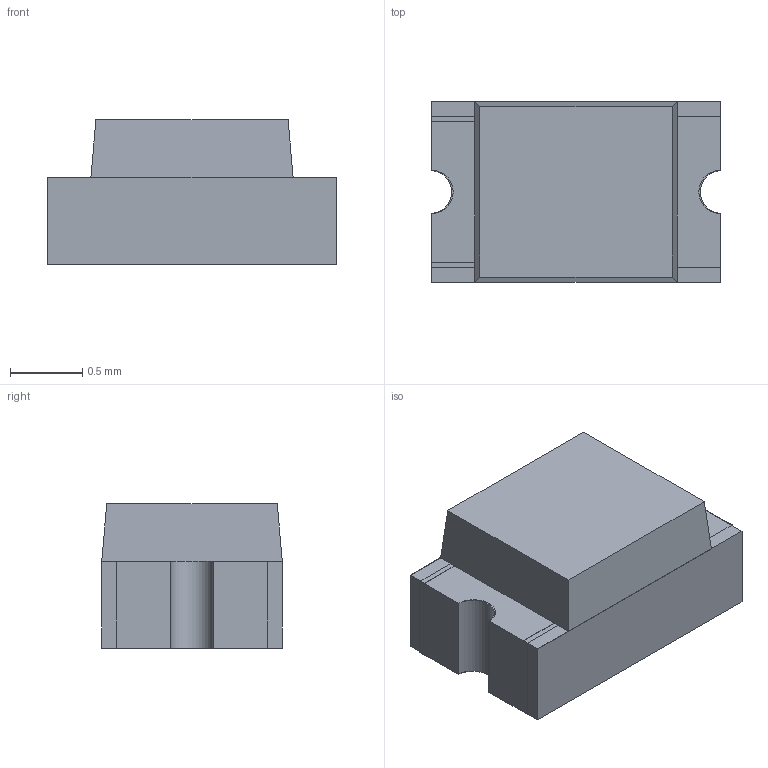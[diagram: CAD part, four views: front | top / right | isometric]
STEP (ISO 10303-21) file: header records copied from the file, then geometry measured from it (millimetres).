
FILE_DESCRIPTION (( 'STEP AP214' ), '1' );
FILE_NAME ('LED0805_Inf.step', '2021-08-14T16:47:47', ( '' ), ( '' ), 'SwSTEP 2.0', 'SolidWorks 2020', '' );
FILE_SCHEMA (( 'AUTOMOTIVE_DESIGN' ));
Length unit declared in the file: millimetre
Products named in the file (1): LED0805_Inf
Bounding box: 2.01 x 1.25 x 1 mm (x, y, z)
Volume: 2.6 mm3; surface area: 19.8 mm2
Topology: 6 solids, 6 shells, 104 faces, 255 edges, 170 vertices
Faces by surface type: plane 85, bspline 14, cylinder 5
Entity records: 4305 total; most frequent: CARTESIAN_POINT 1328, ORIENTED_EDGE 510, DIRECTION 419, EDGE_CURVE 255, LINE 217, VECTOR 217, VERTEX_POINT 170, EDGE_LOOP 111
